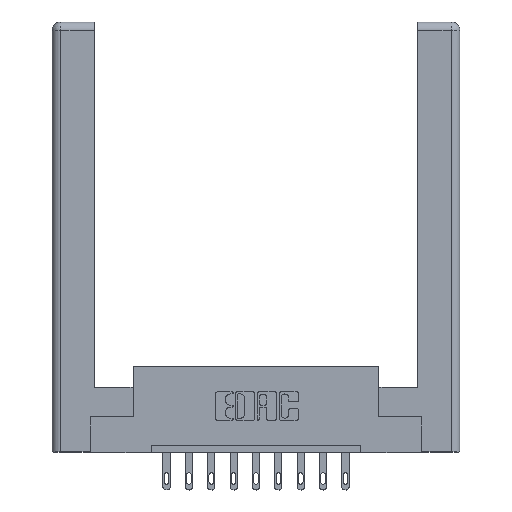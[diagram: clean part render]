
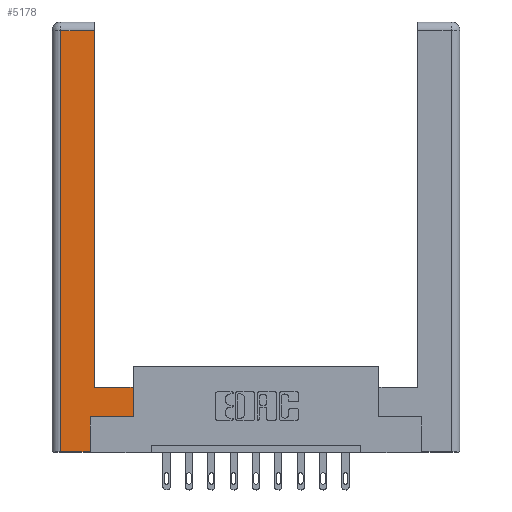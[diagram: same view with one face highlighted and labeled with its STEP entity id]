
A CAD part, top view. The second image highlights one B-rep face of the part: STEP entity #5178.
In plain terms, the highlighted planar face has unit normal (0, 0, 1).
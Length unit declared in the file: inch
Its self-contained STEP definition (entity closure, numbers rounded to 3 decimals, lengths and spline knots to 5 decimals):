
#85 = ORIENTED_EDGE ( 'NONE', *, *, #11015, .T. ) ;
#378 = EDGE_CURVE ( 'NONE', #12393, #6897, #1530, .T. ) ;
#520 = VERTEX_POINT ( 'NONE', #4096 ) ;
#584 = DIRECTION ( 'NONE',  ( 0., 1., 0. ) ) ;
#775 = LINE ( 'NONE', #10708, #13517 ) ;
#1242 = LINE ( 'NONE', #9439, #7255 ) ;
#1392 = DIRECTION ( 'NONE',  ( 1., 0., 0. ) ) ;
#1530 = LINE ( 'NONE', #9691, #2182 ) ;
#2182 = VECTOR ( 'NONE', #1392, 39.37008 ) ;
#2424 = EDGE_LOOP ( 'NONE', ( #5251, #12090, #2784, #13526, #85, #9786, #9766, #4735 ) ) ;
#2784 = ORIENTED_EDGE ( 'NONE', *, *, #5010, .T. ) ;
#3598 = CARTESIAN_POINT ( 'NONE',  ( 0.265, 0., 0. ) ) ;
#4096 = CARTESIAN_POINT ( 'NONE',  ( 0.295, 0.45, 0. ) ) ;
#4473 = CARTESIAN_POINT ( 'NONE',  ( 0.565, 0.45, 0. ) ) ;
#4508 = DIRECTION ( 'NONE',  ( -1., 0., 0. ) ) ;
#4710 = CARTESIAN_POINT ( 'NONE',  ( 0.265, 0.245, 0. ) ) ;
#4735 = ORIENTED_EDGE ( 'NONE', *, *, #5364, .T. ) ;
#5010 = EDGE_CURVE ( 'NONE', #12858, #11521, #6510, .T. ) ;
#5178 = ADVANCED_FACE ( 'NONE', ( #12536 ), #6804, .F. ) ;
#5225 = VECTOR ( 'NONE', #7569, 39.37008 ) ;
#5251 = ORIENTED_EDGE ( 'NONE', *, *, #13216, .T. ) ;
#5364 = EDGE_CURVE ( 'NONE', #6295, #520, #775, .T. ) ;
#5512 = CARTESIAN_POINT ( 'NONE',  ( 0.0615, 2.94, 0. ) ) ;
#6295 = VERTEX_POINT ( 'NONE', #10978 ) ;
#6351 = DIRECTION ( 'NONE',  ( 0., 1., 0. ) ) ;
#6510 = LINE ( 'NONE', #11972, #8604 ) ;
#6774 = DIRECTION ( 'NONE',  ( 0., -1., 0. ) ) ;
#6804 = PLANE ( 'NONE',  #9399 ) ;
#6806 = EDGE_CURVE ( 'NONE', #11521, #8919, #12789, .T. ) ;
#6897 = VERTEX_POINT ( 'NONE', #9368 ) ;
#7106 = CARTESIAN_POINT ( 'NONE',  ( 0.0615, 2.94, 0. ) ) ;
#7248 = VECTOR ( 'NONE', #8558, 39.37008 ) ;
#7255 = VECTOR ( 'NONE', #6351, 39.37008 ) ;
#7535 = DIRECTION ( 'NONE',  ( 1., 0., 0. ) ) ;
#7569 = DIRECTION ( 'NONE',  ( -1., 0., 0. ) ) ;
#7713 = VECTOR ( 'NONE', #7535, 39.37008 ) ;
#7831 = DIRECTION ( 'NONE',  ( -1., 0., 0. ) ) ;
#8286 = LINE ( 'NONE', #5512, #5225 ) ;
#8558 = DIRECTION ( 'NONE',  ( 0., 1., 0. ) ) ;
#8604 = VECTOR ( 'NONE', #6774, 39.37008 ) ;
#8919 = VERTEX_POINT ( 'NONE', #3598 ) ;
#9248 = VECTOR ( 'NONE', #584, 39.37008 ) ;
#9368 = CARTESIAN_POINT ( 'NONE',  ( 0.565, 0.245, 0. ) ) ;
#9399 = AXIS2_PLACEMENT_3D ( 'NONE', #10832, #13003, #7831 ) ;
#9400 = CARTESIAN_POINT ( 'NONE',  ( 0.0615, 0., 0. ) ) ;
#9439 = CARTESIAN_POINT ( 'NONE',  ( 0.295, 3., 0. ) ) ;
#9691 = CARTESIAN_POINT ( 'NONE',  ( 0.565, 0.245, 0. ) ) ;
#9766 = ORIENTED_EDGE ( 'NONE', *, *, #12227, .T. ) ;
#9786 = ORIENTED_EDGE ( 'NONE', *, *, #378, .T. ) ;
#10045 = LINE ( 'NONE', #4473, #7248 ) ;
#10086 = EDGE_CURVE ( 'NONE', #12915, #12858, #8286, .T. ) ;
#10573 = LINE ( 'NONE', #13289, #9248 ) ;
#10618 = CARTESIAN_POINT ( 'NONE',  ( 0.265, 0., 0. ) ) ;
#10708 = CARTESIAN_POINT ( 'NONE',  ( 0.295, 0.45, 0. ) ) ;
#10832 = CARTESIAN_POINT ( 'NONE',  ( 0., 0., 0. ) ) ;
#10978 = CARTESIAN_POINT ( 'NONE',  ( 0.565, 0.45, 0. ) ) ;
#11015 = EDGE_CURVE ( 'NONE', #8919, #12393, #10573, .T. ) ;
#11521 = VERTEX_POINT ( 'NONE', #9400 ) ;
#11972 = CARTESIAN_POINT ( 'NONE',  ( 0.0615, 0., 0. ) ) ;
#12090 = ORIENTED_EDGE ( 'NONE', *, *, #10086, .T. ) ;
#12227 = EDGE_CURVE ( 'NONE', #6897, #6295, #10045, .T. ) ;
#12393 = VERTEX_POINT ( 'NONE', #4710 ) ;
#12536 = FACE_OUTER_BOUND ( 'NONE', #2424, .T. ) ;
#12632 = CARTESIAN_POINT ( 'NONE',  ( 0.295, 2.94, 0. ) ) ;
#12789 = LINE ( 'NONE', #10618, #7713 ) ;
#12858 = VERTEX_POINT ( 'NONE', #7106 ) ;
#12915 = VERTEX_POINT ( 'NONE', #12632 ) ;
#13003 = DIRECTION ( 'NONE',  ( 0., 0., -1. ) ) ;
#13216 = EDGE_CURVE ( 'NONE', #520, #12915, #1242, .T. ) ;
#13289 = CARTESIAN_POINT ( 'NONE',  ( 0.265, 0.245, 0. ) ) ;
#13517 = VECTOR ( 'NONE', #4508, 39.37008 ) ;
#13526 = ORIENTED_EDGE ( 'NONE', *, *, #6806, .T. ) ;
